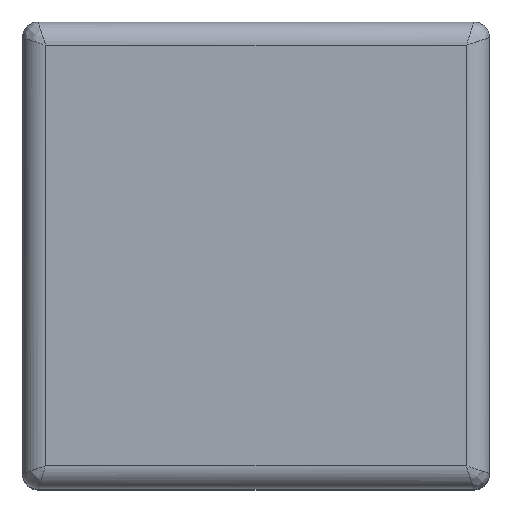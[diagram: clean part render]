
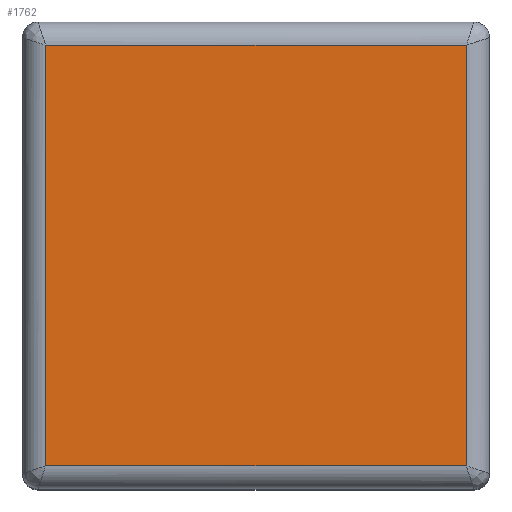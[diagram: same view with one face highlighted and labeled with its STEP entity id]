
A CAD part, top view. The second image highlights one B-rep face of the part: STEP entity #1762.
In plain terms, the highlighted planar face has unit normal (0, 0, 1).
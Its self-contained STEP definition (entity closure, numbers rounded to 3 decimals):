
#168=PLANE('',#1974);
#271=FACE_OUTER_BOUND('',#393,.T.);
#393=EDGE_LOOP('',(#1550,#1551,#1552,#1553));
#585=LINE('',#3029,#739);
#588=LINE('',#3067,#742);
#596=LINE('',#3112,#750);
#597=LINE('',#3114,#751);
#739=VECTOR('',#2425,10.);
#742=VECTOR('',#2440,10.);
#750=VECTOR('',#2468,10.);
#751=VECTOR('',#2471,10.);
#864=VERTEX_POINT('',#2968);
#875=VERTEX_POINT('',#3025);
#877=VERTEX_POINT('',#3059);
#879=VERTEX_POINT('',#3065);
#1091=EDGE_CURVE('',#864,#875,#585,.T.);
#1098=EDGE_CURVE('',#879,#877,#588,.T.);
#1108=EDGE_CURVE('',#875,#879,#596,.T.);
#1109=EDGE_CURVE('',#877,#864,#597,.T.);
#1550=ORIENTED_EDGE('',*,*,#1108,.F.);
#1551=ORIENTED_EDGE('',*,*,#1091,.F.);
#1552=ORIENTED_EDGE('',*,*,#1109,.F.);
#1553=ORIENTED_EDGE('',*,*,#1098,.F.);
#1762=ADVANCED_FACE('',(#271),#168,.T.);
#1974=AXIS2_PLACEMENT_3D('',#3115,#2472,#2473);
#2425=DIRECTION('',(0.,1.,0.));
#2440=DIRECTION('',(0.,-1.,0.));
#2468=DIRECTION('',(1.,0.,0.));
#2471=DIRECTION('',(-1.,0.,0.));
#2472=DIRECTION('center_axis',(0.,0.,1.));
#2473=DIRECTION('ref_axis',(1.,0.,0.));
#2968=CARTESIAN_POINT('',(-4.5,-4.5,11.2));
#3025=CARTESIAN_POINT('',(-4.5,4.5,11.2));
#3029=CARTESIAN_POINT('',(-4.5,2.5,11.2));
#3059=CARTESIAN_POINT('',(4.5,-4.5,11.2));
#3065=CARTESIAN_POINT('',(4.5,4.5,11.2));
#3067=CARTESIAN_POINT('',(4.5,-2.5,11.2));
#3112=CARTESIAN_POINT('',(2.5,4.5,11.2));
#3114=CARTESIAN_POINT('',(-2.5,-4.5,11.2));
#3115=CARTESIAN_POINT('Origin',(0.,0.,11.2));
